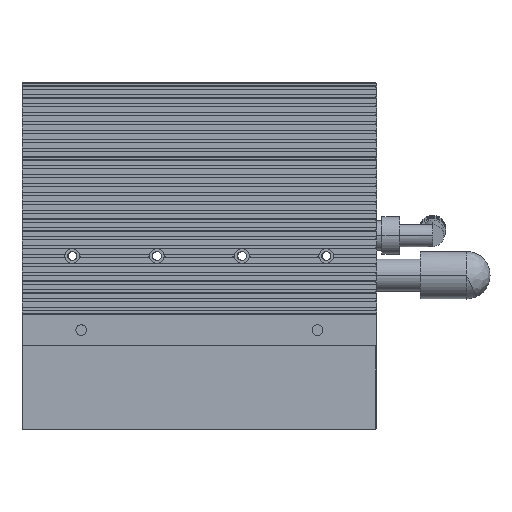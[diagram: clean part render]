
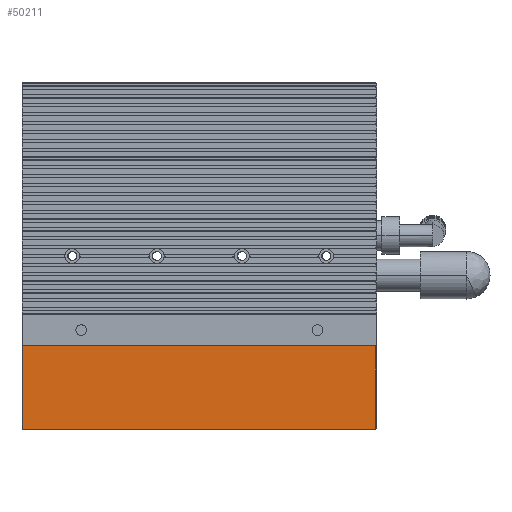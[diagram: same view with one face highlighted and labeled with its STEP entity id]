
A CAD part, left-side view. The second image highlights one B-rep face of the part: STEP entity #50211.
In plain terms, the highlighted planar face has unit normal (-1, 0, 0).
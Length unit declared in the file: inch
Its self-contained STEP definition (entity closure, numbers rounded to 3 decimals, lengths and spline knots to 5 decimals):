
#1300 = EDGE_CURVE ( 'NONE', #8355, #37453, #11707, .T. ) ;
#5445 = DIRECTION ( 'NONE',  ( 0., -1., 0. ) ) ;
#8355 = VERTEX_POINT ( 'NONE', #44331 ) ;
#8974 = DIRECTION ( 'NONE',  ( 0., 0., -1. ) ) ;
#9173 = VERTEX_POINT ( 'NONE', #41448 ) ;
#10919 = LINE ( 'NONE', #44370, #49791 ) ;
#11707 = LINE ( 'NONE', #35783, #42433 ) ;
#13684 = DIRECTION ( 'NONE',  ( 0., 0., -1. ) ) ;
#14030 = LINE ( 'NONE', #21524, #44758 ) ;
#14994 = EDGE_LOOP ( 'NONE', ( #36076, #20524, #41728, #42831 ) ) ;
#16326 = VERTEX_POINT ( 'NONE', #42154 ) ;
#16663 = EDGE_CURVE ( 'NONE', #9173, #16326, #44977, .T. ) ;
#17371 = CARTESIAN_POINT ( 'NONE',  ( 134.07988, 7.5354, 1.57808 ) ) ;
#20524 = ORIENTED_EDGE ( 'NONE', *, *, #1300, .F. ) ;
#21524 = CARTESIAN_POINT ( 'NONE',  ( 134.07988, 1.5554, 3.07808 ) ) ;
#23611 = VECTOR ( 'NONE', #48782, 39.37008 ) ;
#24565 = CARTESIAN_POINT ( 'NONE',  ( 134.07988, 7.5354, 3.07808 ) ) ;
#29457 = DIRECTION ( 'NONE',  ( -1., 0., 0. ) ) ;
#30653 = EDGE_CURVE ( 'NONE', #9173, #37453, #10919, .T. ) ;
#30757 = EDGE_CURVE ( 'NONE', #16326, #8355, #14030, .T. ) ;
#35783 = CARTESIAN_POINT ( 'NONE',  ( 134.07988, 7.5354, 1.57808 ) ) ;
#36076 = ORIENTED_EDGE ( 'NONE', *, *, #30653, .T. ) ;
#37453 = VERTEX_POINT ( 'NONE', #46013 ) ;
#37879 = FACE_OUTER_BOUND ( 'NONE', #14994, .T. ) ;
#41448 = CARTESIAN_POINT ( 'NONE',  ( 134.07988, 7.5354, 3.07808 ) ) ;
#41728 = ORIENTED_EDGE ( 'NONE', *, *, #30757, .F. ) ;
#42154 = CARTESIAN_POINT ( 'NONE',  ( 134.07988, 1.5554, 3.07808 ) ) ;
#42433 = VECTOR ( 'NONE', #47861, 39.37008 ) ;
#42831 = ORIENTED_EDGE ( 'NONE', *, *, #16663, .F. ) ;
#43532 = AXIS2_PLACEMENT_3D ( 'NONE', #17371, #29457, #5445 ) ;
#44331 = CARTESIAN_POINT ( 'NONE',  ( 134.07988, 1.5554, 1.57808 ) ) ;
#44370 = CARTESIAN_POINT ( 'NONE',  ( 134.07988, 7.5354, 2.32808 ) ) ;
#44758 = VECTOR ( 'NONE', #13684, 39.37008 ) ;
#44977 = LINE ( 'NONE', #24565, #23611 ) ;
#46013 = CARTESIAN_POINT ( 'NONE',  ( 134.07988, 7.5354, 1.57808 ) ) ;
#47861 = DIRECTION ( 'NONE',  ( 0., 1., 0. ) ) ;
#48782 = DIRECTION ( 'NONE',  ( 0., -1., 0. ) ) ;
#49463 = PLANE ( 'NONE',  #43532 ) ;
#49791 = VECTOR ( 'NONE', #8974, 39.37008 ) ;
#50211 = ADVANCED_FACE ( 'NONE', ( #37879 ), #49463, .T. ) ;
